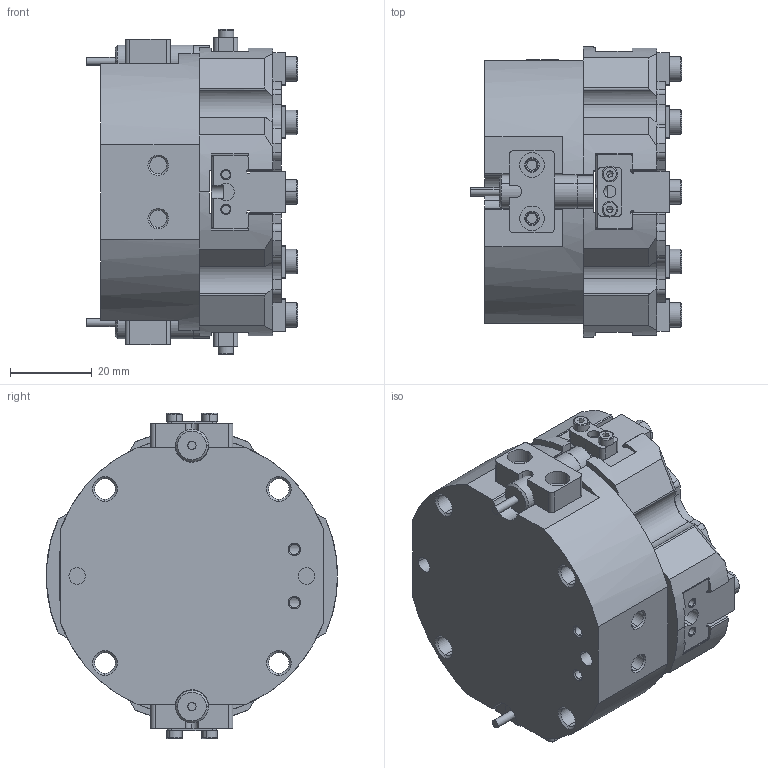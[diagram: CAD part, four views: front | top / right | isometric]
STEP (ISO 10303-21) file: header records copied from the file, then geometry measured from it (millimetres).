
FILE_DESCRIPTION (( 'STEP AP203' ), '1' );
FILE_NAME ('TF42-71.STEP', '2024-12-10T02:30:34', ( 'USER-' ), ( 'Microsoft' ), 'SwSTEP 2.0', 'SolidWorks 2018', '' );
FILE_SCHEMA (( 'CONFIG_CONTROL_DESIGN' ));
Length unit declared in the file: millimetre
Products named in the file (19): TF42-71-C20杅耀.sldasm-Part-17; TF42-71-C20杅耀.sldasm-Part-10; TF42-71-C20杅耀.sldasm-Part-25; TF42-71-C20杅耀.sldasm-Part-16; TF42-71-C20杅耀.sldasm-Part-22; TF42-71; TF42-71-C20杅耀.sldasm-Part-13; 12x8-R2; TF42-71-C20杅耀.sldasm-Part-11; TF42-71-C20杅耀.sldasm-Part-9; TF42-71-C20杅耀.sldasm-Part-19; TF42-71-C20杅耀.sldasm-Part-8; TF42-71-C20杅耀.sldasm-Part-5; TF42-71-C20杅耀.sldasm-Part-2; TF42-71-C20杅耀.sldasm-Part-7; TF42-71-C20杅耀.sldasm-Part-12; TF42-71-C20杅耀.sldasm-Part-21; 埴翐芛_GB_FASTENER_SCREWS_HSHCS M2X8-N; TF42-71-C20杅耀.sldasm-Part-14
Assembly tree (25 placements, depth 2):
  TF42-71
    TF42-71-C20杅耀.sldasm-Part-2
    TF42-71-C20杅耀.sldasm-Part-5
    TF42-71-C20杅耀.sldasm-Part-7
    TF42-71-C20杅耀.sldasm-Part-8
    TF42-71-C20杅耀.sldasm-Part-9
    TF42-71-C20杅耀.sldasm-Part-10
    TF42-71-C20杅耀.sldasm-Part-11
    TF42-71-C20杅耀.sldasm-Part-12
    TF42-71-C20杅耀.sldasm-Part-13
    TF42-71-C20杅耀.sldasm-Part-14
    TF42-71-C20杅耀.sldasm-Part-16
    TF42-71-C20杅耀.sldasm-Part-17
    TF42-71-C20杅耀.sldasm-Part-19
    TF42-71-C20杅耀.sldasm-Part-21  x2
    TF42-71-C20杅耀.sldasm-Part-22
    TF42-71-C20杅耀.sldasm-Part-25  x4
    12x8-R2
    埴翐芛_GB_FASTENER_SCREWS_HSHCS M2X8-N  x4
Bounding box: 51.5 x 70.96 x 79.4 mm (x, y, z)
Volume: 140588.3 mm3; surface area: 47478.5 mm2
Topology: 25 solids, 25 shells, 1453 faces, 3768 edges, 2448 vertices
Faces by surface type: plane 706, cylinder 412, cone 172, bspline 155, torus 8
Entity records: 42827 total; most frequent: CARTESIAN_POINT 12717, ORIENTED_EDGE 5978, DIRECTION 5509, EDGE_CURVE 2989, VERTEX_POINT 1949, AXIS2_PLACEMENT_3D 1857, VECTOR 1795, LINE 1795
